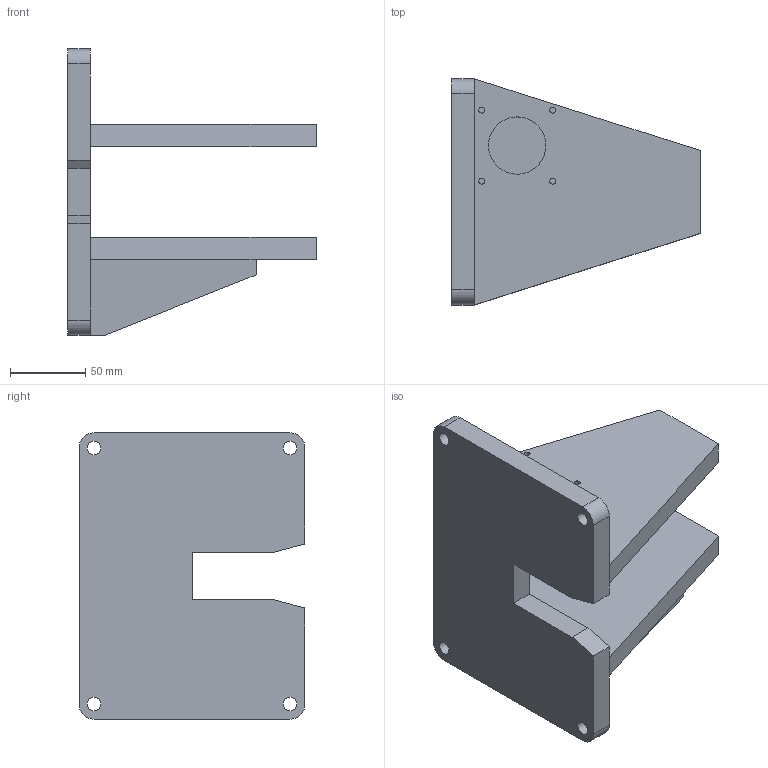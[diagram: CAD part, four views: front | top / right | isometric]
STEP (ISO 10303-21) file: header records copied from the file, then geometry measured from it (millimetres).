
FILE_DESCRIPTION(/* description */ (''),/* implementation_level */ '2;1');
FILE_NAME(/* name */ 'MotorSupport.stp',/* time_stamp */ '2019-06-25T19:02:10-04:00',/* author */ ('mark'),/* organization */ (''),/* preprocessor_version */ 'ST-DEVELOPER v17.2',/* originating_system */ 'Autodesk Inventor 2019',/* authorisation */ '');
FILE_SCHEMA (('AUTOMOTIVE_DESIGN { 1 0 10303 214 3 1 1 }'));
Length unit declared in the file: millimetre
Products named in the file (1): MotorSupport
Bounding box: 165 x 150 x 190 mm (x, y, z)
Volume: 932206.9 mm3; surface area: 147638.8 mm2
Topology: 1 solids, 1 shells, 55 faces, 139 edges, 90 vertices
Faces by surface type: plane 38, cylinder 17
Full cylindrical faces by diameter (mm): 4 x8, 9 x4, 38.1 x1
Entity records: 1720 total; most frequent: DIRECTION 285, CARTESIAN_POINT 285, ORIENTED_EDGE 278, EDGE_CURVE 139, LINE 105, VECTOR 105, VERTEX_POINT 90, AXIS2_PLACEMENT_3D 90
